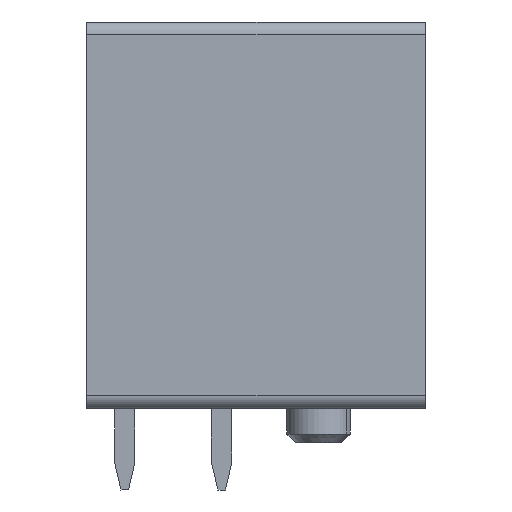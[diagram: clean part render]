
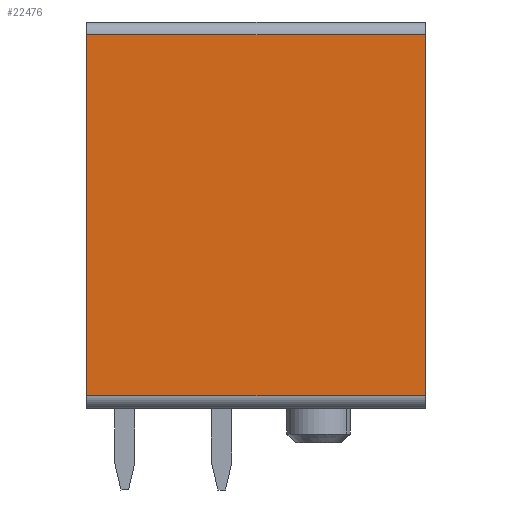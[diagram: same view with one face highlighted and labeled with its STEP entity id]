
A CAD part, left-side view. The second image highlights one B-rep face of the part: STEP entity #22476.
In plain terms, the highlighted planar face has unit normal (-1, 0, 0).
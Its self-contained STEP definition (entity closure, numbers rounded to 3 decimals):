
#22468=AXIS2_PLACEMENT_3D('Plane Axis2P3D',#22465,#22466,#22467) ;
#168=CARTESIAN_POINT('Vertex',(0.,0.,17.9)) ;
#171=CARTESIAN_POINT('Line Origine',(0.,0.,10.8)) ;
#175=CARTESIAN_POINT('Vertex',(0.,0.,3.7)) ;
#3063=CARTESIAN_POINT('Vertex',(0.,13.3,3.7)) ;
#3066=CARTESIAN_POINT('Line Origine',(0.,13.3,10.8)) ;
#3070=CARTESIAN_POINT('Vertex',(0.,13.3,17.9)) ;
#22436=CARTESIAN_POINT('Line Origine',(0.,6.65,17.9)) ;
#22453=CARTESIAN_POINT('Line Origine',(0.,6.65,3.7)) ;
#22465=CARTESIAN_POINT('Axis2P3D Location',(0.,0.,0.)) ;
#172=DIRECTION('Vector Direction',(0.,0.,-1.)) ;
#3067=DIRECTION('Vector Direction',(0.,0.,1.)) ;
#22437=DIRECTION('Vector Direction',(0.,1.,0.)) ;
#22454=DIRECTION('Vector Direction',(0.,1.,0.)) ;
#22466=DIRECTION('Axis2P3D Direction',(-1.,0.,0.)) ;
#22467=DIRECTION('Axis2P3D XDirection',(0.,-1.,0.)) ;
#173=VECTOR('Line Direction',#172,1.) ;
#3068=VECTOR('Line Direction',#3067,1.) ;
#22438=VECTOR('Line Direction',#22437,1.) ;
#22455=VECTOR('Line Direction',#22454,1.) ;
#22471=ORIENTED_EDGE('',*,*,#177,.T.) ;
#22472=ORIENTED_EDGE('',*,*,#22440,.T.) ;
#22473=ORIENTED_EDGE('',*,*,#3072,.T.) ;
#22474=ORIENTED_EDGE('',*,*,#22457,.T.) ;
#22476=ADVANCED_FACE('HOUSING',(#22475),#22469,.T.) ;
#177=EDGE_CURVE('',#176,#169,#174,.F.) ;
#3072=EDGE_CURVE('',#3071,#3064,#3069,.F.) ;
#22440=EDGE_CURVE('',#169,#3071,#22439,.T.) ;
#22457=EDGE_CURVE('',#3064,#176,#22456,.F.) ;
#22470=EDGE_LOOP('',(#22471,#22472,#22473,#22474)) ;
#22475=FACE_OUTER_BOUND('',#22470,.T.) ;
#174=LINE('Line',#171,#173) ;
#3069=LINE('Line',#3066,#3068) ;
#22439=LINE('Line',#22436,#22438) ;
#22456=LINE('Line',#22453,#22455) ;
#22469=PLANE('',#22468) ;
#169=VERTEX_POINT('',#168) ;
#176=VERTEX_POINT('',#175) ;
#3064=VERTEX_POINT('',#3063) ;
#3071=VERTEX_POINT('',#3070) ;
